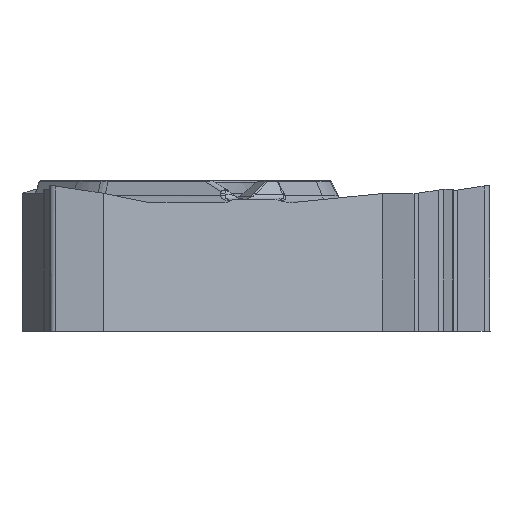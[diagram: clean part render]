
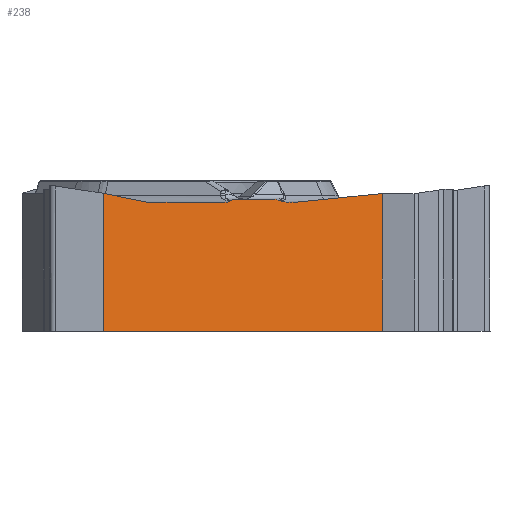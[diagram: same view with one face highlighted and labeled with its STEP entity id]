
A CAD part, front view. The second image highlights one B-rep face of the part: STEP entity #238.
In plain terms, the highlighted planar face has unit normal (0.5, -0.866, 0).
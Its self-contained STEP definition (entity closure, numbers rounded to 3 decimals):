
#238=ADVANCED_FACE('',(#522),#469,.F.);
#469=PLANE('',#3830);
#522=FACE_OUTER_BOUND('',#747,.T.);
#747=EDGE_LOOP('',(#1199,#1200,#1201,#1202,#1203,#1204,#1205,#1206,#1207,
#1208,#1209,#1210,#1211,#1212));
#984=CIRCLE('',#3829,0.32);
#1124=ELLIPSE('',#3825,0.64,0.32);
#1125=ELLIPSE('',#3826,0.3,0.15);
#1126=ELLIPSE('',#3827,0.177,0.15);
#1127=ELLIPSE('',#3828,0.377,0.32);
#1199=ORIENTED_EDGE('',*,*,#2654,.T.);
#1200=ORIENTED_EDGE('',*,*,#2655,.F.);
#1201=ORIENTED_EDGE('',*,*,#2656,.F.);
#1202=ORIENTED_EDGE('',*,*,#2657,.T.);
#1203=ORIENTED_EDGE('',*,*,#2658,.T.);
#1204=ORIENTED_EDGE('',*,*,#2659,.F.);
#1205=ORIENTED_EDGE('',*,*,#2660,.F.);
#1206=ORIENTED_EDGE('',*,*,#2661,.F.);
#1207=ORIENTED_EDGE('',*,*,#2662,.F.);
#1208=ORIENTED_EDGE('',*,*,#2663,.T.);
#1209=ORIENTED_EDGE('',*,*,#2664,.T.);
#1210=ORIENTED_EDGE('',*,*,#2665,.T.);
#1211=ORIENTED_EDGE('',*,*,#2666,.F.);
#1212=ORIENTED_EDGE('',*,*,#2667,.F.);
#2319=VERTEX_POINT('',#5463);
#2320=VERTEX_POINT('',#5464);
#2321=VERTEX_POINT('',#5466);
#2322=VERTEX_POINT('',#5468);
#2323=VERTEX_POINT('',#5470);
#2324=VERTEX_POINT('',#5472);
#2325=VERTEX_POINT('',#5480);
#2326=VERTEX_POINT('',#5482);
#2327=VERTEX_POINT('',#5484);
#2328=VERTEX_POINT('',#5486);
#2329=VERTEX_POINT('',#5488);
#2330=VERTEX_POINT('',#5490);
#2331=VERTEX_POINT('',#5492);
#2332=VERTEX_POINT('',#5494);
#2654=EDGE_CURVE('',#2319,#2320,#3214,.T.);
#2655=EDGE_CURVE('',#2321,#2320,#3215,.T.);
#2656=EDGE_CURVE('',#2322,#2321,#3216,.T.);
#2657=EDGE_CURVE('',#2322,#2323,#1124,.T.);
#2658=EDGE_CURVE('',#2323,#2324,#3217,.T.);
#2659=EDGE_CURVE('',#2325,#2324,#3678,.T.);
#2660=EDGE_CURVE('',#2326,#2325,#1125,.T.);
#2661=EDGE_CURVE('',#2327,#2326,#3218,.T.);
#2662=EDGE_CURVE('',#2328,#2327,#1126,.T.);
#2663=EDGE_CURVE('',#2328,#2329,#1127,.T.);
#2664=EDGE_CURVE('',#2329,#2330,#3219,.T.);
#2665=EDGE_CURVE('',#2330,#2331,#984,.T.);
#2666=EDGE_CURVE('',#2332,#2331,#3220,.T.);
#2667=EDGE_CURVE('',#2319,#2332,#3221,.T.);
#3214=LINE('',#5462,#3439);
#3215=LINE('',#5465,#3440);
#3216=LINE('',#5467,#3441);
#3217=LINE('',#5471,#3442);
#3218=LINE('',#5483,#3443);
#3219=LINE('',#5489,#3444);
#3220=LINE('',#5493,#3445);
#3221=LINE('',#5495,#3446);
#3439=VECTOR('',#4190,1.);
#3440=VECTOR('',#4191,1.);
#3441=VECTOR('',#4192,1.);
#3442=VECTOR('',#4195,1.);
#3443=VECTOR('',#4198,1.);
#3444=VECTOR('',#4203,1.);
#3445=VECTOR('',#4206,1.);
#3446=VECTOR('',#4207,1.);
#3678=B_SPLINE_CURVE_WITH_KNOTS('',3,(#5473,#5474,#5475,#5476,#5477,#5478,
#5479),.UNSPECIFIED.,.F.,.F.,(4,3,4),(0.,0.503,1.),
 .UNSPECIFIED.);
#3825=AXIS2_PLACEMENT_3D('',#5469,#4193,#4194);
#3826=AXIS2_PLACEMENT_3D('',#5481,#4196,#4197);
#3827=AXIS2_PLACEMENT_3D('',#5485,#4199,#4200);
#3828=AXIS2_PLACEMENT_3D('',#5487,#4201,#4202);
#3829=AXIS2_PLACEMENT_3D('',#5491,#4204,#4205);
#3830=AXIS2_PLACEMENT_3D('',#5496,#4208,#4209);
#4190=DIRECTION('',(0.866,0.5,0.));
#4191=DIRECTION('',(0.,0.,-1.));
#4192=DIRECTION('',(0.863,0.498,0.088));
#4193=DIRECTION('',(-0.5,0.866,0.));
#4194=DIRECTION('',(0.866,0.5,0.));
#4195=DIRECTION('',(-0.866,-0.5,0.));
#4196=DIRECTION('',(-0.5,0.866,0.));
#4197=DIRECTION('',(-0.866,-0.5,0.));
#4198=DIRECTION('',(0.866,0.5,0.));
#4199=DIRECTION('',(-0.5,0.866,0.));
#4200=DIRECTION('',(0.866,0.5,0.));
#4201=DIRECTION('',(-0.5,0.866,0.));
#4202=DIRECTION('',(0.866,0.5,0.));
#4203=DIRECTION('',(-0.866,-0.5,0.));
#4204=DIRECTION('',(-0.5,0.866,0.));
#4205=DIRECTION('',(0.,0.,-1.));
#4206=DIRECTION('',(0.853,0.492,-0.174));
#4207=DIRECTION('',(0.,0.,1.));
#4208=DIRECTION('',(-0.5,0.866,0.));
#4209=DIRECTION('',(0.,0.,-1.));
#5462=CARTESIAN_POINT('',(-0.367,-5.711,-3.97));
#5463=CARTESIAN_POINT('',(-2.552,-6.972,-3.97));
#5464=CARTESIAN_POINT('',(5.042,-2.588,-3.97));
#5465=CARTESIAN_POINT('',(5.042,-2.588,0.));
#5466=CARTESIAN_POINT('',(5.042,-2.588,-0.219));
#5467=CARTESIAN_POINT('',(-0.308,-5.677,-0.763));
#5468=CARTESIAN_POINT('',(2.718,-3.93,-0.455));
#5469=CARTESIAN_POINT('',(2.622,-3.986,-0.14));
#5470=CARTESIAN_POINT('',(2.622,-3.986,-0.46));
#5471=CARTESIAN_POINT('',(-0.367,-5.711,-0.46));
#5472=CARTESIAN_POINT('',(2.541,-4.032,-0.46));
#5473=CARTESIAN_POINT('',(2.225,-4.215,-0.4));
#5474=CARTESIAN_POINT('',(2.275,-4.186,-0.421));
#5475=CARTESIAN_POINT('',(2.328,-4.155,-0.436));
#5476=CARTESIAN_POINT('',(2.381,-4.124,-0.446));
#5477=CARTESIAN_POINT('',(2.434,-4.094,-0.455));
#5478=CARTESIAN_POINT('',(2.487,-4.063,-0.46));
#5479=CARTESIAN_POINT('',(2.541,-4.032,-0.46));
#5480=CARTESIAN_POINT('',(2.225,-4.215,-0.4));
#5481=CARTESIAN_POINT('',(2.07,-4.304,-0.52));
#5482=CARTESIAN_POINT('',(2.07,-4.304,-0.37));
#5483=CARTESIAN_POINT('',(5.129,-2.538,-0.37));
#5484=CARTESIAN_POINT('',(1.04,-4.899,-0.37));
#5485=CARTESIAN_POINT('',(1.04,-4.899,-0.52));
#5486=CARTESIAN_POINT('',(0.95,-4.951,-0.399));
#5487=CARTESIAN_POINT('',(0.757,-5.062,-0.14));
#5488=CARTESIAN_POINT('',(0.757,-5.062,-0.46));
#5489=CARTESIAN_POINT('',(5.129,-2.538,-0.46));
#5490=CARTESIAN_POINT('',(-1.311,-6.256,-0.46));
#5491=CARTESIAN_POINT('',(-1.311,-6.256,-0.14));
#5492=CARTESIAN_POINT('',(-1.359,-6.284,-0.455));
#5493=CARTESIAN_POINT('',(4.866,-2.69,-1.723));
#5494=CARTESIAN_POINT('',(-2.552,-6.972,-0.212));
#5495=CARTESIAN_POINT('',(-2.552,-6.972,0.));
#5496=CARTESIAN_POINT('',(-0.367,-5.711,0.));
